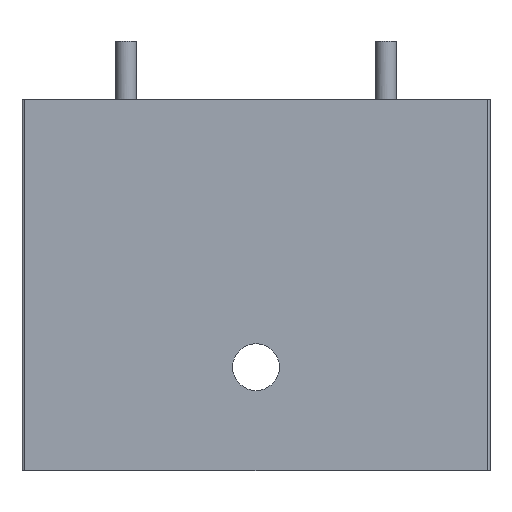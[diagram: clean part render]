
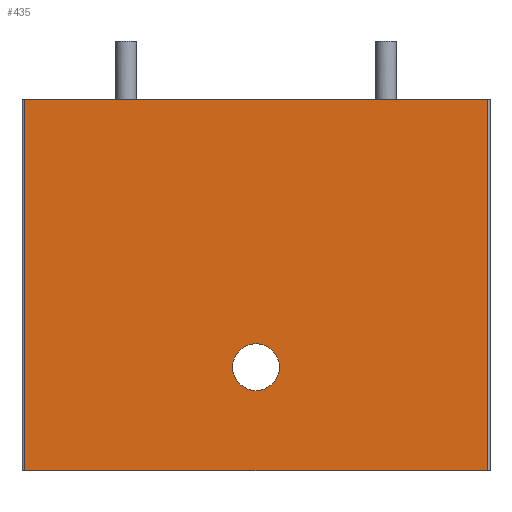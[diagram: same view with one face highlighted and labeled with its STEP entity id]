
A CAD part, front view. The second image highlights one B-rep face of the part: STEP entity #435.
In plain terms, the highlighted planar face has unit normal (0, -1, 0).
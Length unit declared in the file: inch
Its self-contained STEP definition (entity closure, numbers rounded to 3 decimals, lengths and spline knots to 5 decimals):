
#9 = EDGE_CURVE ( 'NONE', #1827, #2000, #2321, .T. ) ;
#31 = CARTESIAN_POINT ( 'NONE',  ( 0.62205, -0.27559, 0. ) ) ;
#75 = DIRECTION ( 'NONE',  ( -1., 0., 0. ) ) ;
#76 = CIRCLE ( 'NONE', #1630, 0.06299 ) ;
#167 = CARTESIAN_POINT ( 'NONE',  ( 0., -0.27559, -1. ) ) ;
#186 = EDGE_CURVE ( 'NONE', #312, #2102, #372, .T. ) ;
#195 = CARTESIAN_POINT ( 'NONE',  ( 0., -0.27559, -1. ) ) ;
#293 = DIRECTION ( 'NONE',  ( 0., 1., 0. ) ) ;
#295 = ORIENTED_EDGE ( 'NONE', *, *, #711, .T. ) ;
#296 = CARTESIAN_POINT ( 'NONE',  ( -0.06299, -0.27559, -0.72047 ) ) ;
#307 = CARTESIAN_POINT ( 'NONE',  ( 0., -0.27559, -0.72047 ) ) ;
#312 = VERTEX_POINT ( 'NONE', #313 ) ;
#313 = CARTESIAN_POINT ( 'NONE',  ( 0.62205, -0.27559, -1. ) ) ;
#362 = VECTOR ( 'NONE', #2054, 39.37008 ) ;
#372 = LINE ( 'NONE', #195, #362 ) ;
#421 = VECTOR ( 'NONE', #2426, 39.37008 ) ;
#435 = ADVANCED_FACE ( 'NONE', ( #2250, #2080 ), #2277, .F. ) ;
#462 = VECTOR ( 'NONE', #535, 39.37008 ) ;
#500 = VERTEX_POINT ( 'NONE', #1101 ) ;
#535 = DIRECTION ( 'NONE',  ( 0., 0., 1. ) ) ;
#612 = VECTOR ( 'NONE', #2265, 39.37008 ) ;
#634 = CARTESIAN_POINT ( 'NONE',  ( 0., -0.27559, -0.72047 ) ) ;
#691 = EDGE_CURVE ( 'NONE', #2102, #500, #2397, .T. ) ;
#711 = EDGE_CURVE ( 'NONE', #2425, #500, #2599, .T. ) ;
#721 = CARTESIAN_POINT ( 'NONE',  ( -0.62205, -0.27559, -1. ) ) ;
#808 = DIRECTION ( 'NONE',  ( 0., 1., 0. ) ) ;
#856 = CARTESIAN_POINT ( 'NONE',  ( -0.62205, -0.27559, -1. ) ) ;
#1042 = DIRECTION ( 'NONE',  ( -1., 0., 0. ) ) ;
#1101 = CARTESIAN_POINT ( 'NONE',  ( -0.62205, -0.27559, 0. ) ) ;
#1173 = EDGE_LOOP ( 'NONE', ( #1235, #1435 ) ) ;
#1191 = EDGE_LOOP ( 'NONE', ( #295, #2111, #1824, #1473 ) ) ;
#1235 = ORIENTED_EDGE ( 'NONE', *, *, #2098, .T. ) ;
#1424 = LINE ( 'NONE', #1612, #612 ) ;
#1435 = ORIENTED_EDGE ( 'NONE', *, *, #9, .T. ) ;
#1473 = ORIENTED_EDGE ( 'NONE', *, *, #2401, .T. ) ;
#1520 = DIRECTION ( 'NONE',  ( -1., 0., 0. ) ) ;
#1524 = AXIS2_PLACEMENT_3D ( 'NONE', #307, #293, #75 ) ;
#1612 = CARTESIAN_POINT ( 'NONE',  ( 0.62205, -0.27559, -1. ) ) ;
#1630 = AXIS2_PLACEMENT_3D ( 'NONE', #634, #1915, #1520 ) ;
#1824 = ORIENTED_EDGE ( 'NONE', *, *, #186, .F. ) ;
#1827 = VERTEX_POINT ( 'NONE', #2182 ) ;
#1915 = DIRECTION ( 'NONE',  ( 0., 1., 0. ) ) ;
#1960 = CARTESIAN_POINT ( 'NONE',  ( 0., -0.27559, 0. ) ) ;
#2000 = VERTEX_POINT ( 'NONE', #296 ) ;
#2054 = DIRECTION ( 'NONE',  ( -1., 0., 0. ) ) ;
#2080 = FACE_OUTER_BOUND ( 'NONE', #1191, .T. ) ;
#2098 = EDGE_CURVE ( 'NONE', #2000, #1827, #76, .T. ) ;
#2102 = VERTEX_POINT ( 'NONE', #856 ) ;
#2111 = ORIENTED_EDGE ( 'NONE', *, *, #691, .F. ) ;
#2182 = CARTESIAN_POINT ( 'NONE',  ( 0.06299, -0.27559, -0.72047 ) ) ;
#2250 = FACE_BOUND ( 'NONE', #1173, .T. ) ;
#2265 = DIRECTION ( 'NONE',  ( 0., 0., 1. ) ) ;
#2277 = PLANE ( 'NONE',  #2708 ) ;
#2321 = CIRCLE ( 'NONE', #1524, 0.06299 ) ;
#2397 = LINE ( 'NONE', #721, #462 ) ;
#2401 = EDGE_CURVE ( 'NONE', #312, #2425, #1424, .T. ) ;
#2425 = VERTEX_POINT ( 'NONE', #31 ) ;
#2426 = DIRECTION ( 'NONE',  ( -1., 0., 0. ) ) ;
#2599 = LINE ( 'NONE', #1960, #421 ) ;
#2708 = AXIS2_PLACEMENT_3D ( 'NONE', #167, #808, #1042 ) ;
